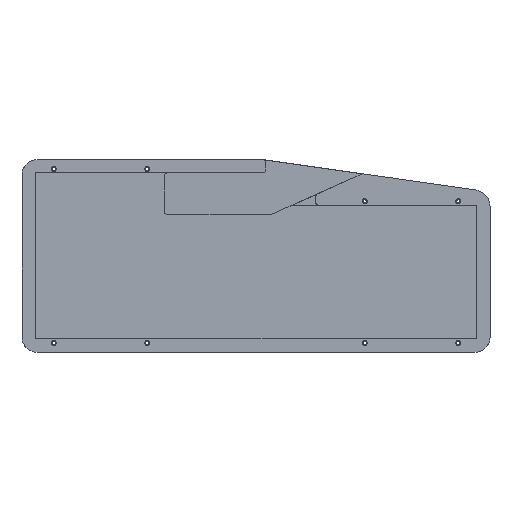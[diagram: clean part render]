
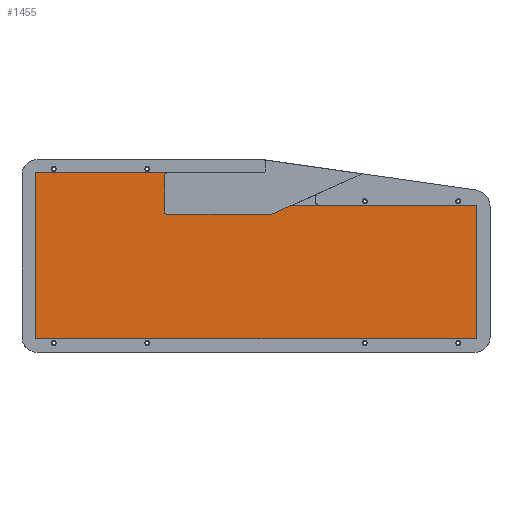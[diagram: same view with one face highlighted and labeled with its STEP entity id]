
A CAD part, top view. The second image highlights one B-rep face of the part: STEP entity #1455.
In plain terms, the highlighted planar face has unit normal (0, 0, 1).
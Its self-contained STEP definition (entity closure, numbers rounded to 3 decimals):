
#118=PLANE('',#1639);
#207=FACE_OUTER_BOUND('',#337,.T.);
#337=EDGE_LOOP('',(#1303,#1304,#1305,#1306,#1307,#1308,#1309,#1310,#1311,
#1312,#1313,#1314,#1315));
#371=LINE('',#2259,#469);
#380=LINE('',#2282,#478);
#404=LINE('',#2434,#502);
#412=LINE('',#2487,#510);
#416=LINE('',#2498,#514);
#419=LINE('',#2502,#517);
#427=LINE('',#2523,#525);
#429=LINE('',#2526,#527);
#437=LINE('',#2633,#535);
#469=VECTOR('',#1801,10.);
#478=VECTOR('',#1824,10.);
#502=VECTOR('',#1930,10.);
#510=VECTOR('',#1994,10.);
#514=VECTOR('',#2006,10.);
#517=VECTOR('',#2011,10.);
#525=VECTOR('',#2033,10.);
#527=VECTOR('',#2037,10.);
#535=VECTOR('',#2099,10.);
#579=CIRCLE('',#1529,4.);
#582=CIRCLE('',#1537,1.);
#605=CIRCLE('',#1598,1.);
#607=CIRCLE('',#1602,1.);
#672=VERTEX_POINT('',#2256);
#673=VERTEX_POINT('',#2258);
#678=VERTEX_POINT('',#2273);
#679=VERTEX_POINT('',#2275);
#685=VERTEX_POINT('',#2299);
#686=VERTEX_POINT('',#2300);
#707=VERTEX_POINT('',#2433);
#722=VERTEX_POINT('',#2480);
#723=VERTEX_POINT('',#2482);
#724=VERTEX_POINT('',#2486);
#727=VERTEX_POINT('',#2494);
#732=VERTEX_POINT('',#2520);
#733=VERTEX_POINT('',#2522);
#816=EDGE_CURVE('',#672,#673,#371,.T.);
#824=EDGE_CURVE('',#678,#679,#579,.T.);
#828=EDGE_CURVE('',#679,#672,#380,.T.);
#837=EDGE_CURVE('',#685,#686,#582,.T.);
#873=EDGE_CURVE('',#673,#707,#404,.T.);
#893=EDGE_CURVE('',#722,#723,#605,.T.);
#895=EDGE_CURVE('',#723,#724,#412,.T.);
#899=EDGE_CURVE('',#724,#727,#607,.T.);
#901=EDGE_CURVE('',#727,#678,#416,.T.);
#904=EDGE_CURVE('',#722,#686,#419,.T.);
#914=EDGE_CURVE('',#732,#733,#427,.T.);
#916=EDGE_CURVE('',#733,#685,#429,.T.);
#938=EDGE_CURVE('',#707,#732,#437,.T.);
#1303=ORIENTED_EDGE('',*,*,#904,.T.);
#1304=ORIENTED_EDGE('',*,*,#837,.F.);
#1305=ORIENTED_EDGE('',*,*,#916,.F.);
#1306=ORIENTED_EDGE('',*,*,#914,.F.);
#1307=ORIENTED_EDGE('',*,*,#938,.F.);
#1308=ORIENTED_EDGE('',*,*,#873,.F.);
#1309=ORIENTED_EDGE('',*,*,#816,.F.);
#1310=ORIENTED_EDGE('',*,*,#828,.F.);
#1311=ORIENTED_EDGE('',*,*,#824,.F.);
#1312=ORIENTED_EDGE('',*,*,#901,.F.);
#1313=ORIENTED_EDGE('',*,*,#899,.F.);
#1314=ORIENTED_EDGE('',*,*,#895,.F.);
#1315=ORIENTED_EDGE('',*,*,#893,.F.);
#1455=ADVANCED_FACE('',(#207),#118,.F.);
#1529=AXIS2_PLACEMENT_3D('',#2276,#1817,#1818);
#1537=AXIS2_PLACEMENT_3D('',#2301,#1843,#1844);
#1598=AXIS2_PLACEMENT_3D('',#2483,#1989,#1990);
#1602=AXIS2_PLACEMENT_3D('',#2495,#2001,#2002);
#1639=AXIS2_PLACEMENT_3D('',#2632,#2097,#2098);
#1801=DIRECTION('',(1.,0.,0.));
#1817=DIRECTION('center_axis',(0.,0.,1.));
#1818=DIRECTION('ref_axis',(0.208,-0.978,0.));
#1824=DIRECTION('',(0.913,0.408,0.));
#1843=DIRECTION('center_axis',(0.,0.,-1.));
#1844=DIRECTION('ref_axis',(0.707,-0.707,0.));
#1930=DIRECTION('',(0.,-1.,0.));
#1989=DIRECTION('center_axis',(0.,0.,1.));
#1990=DIRECTION('ref_axis',(-0.707,0.707,0.));
#1994=DIRECTION('',(0.,-1.,0.));
#2001=DIRECTION('center_axis',(0.,0.,1.));
#2002=DIRECTION('ref_axis',(-0.707,-0.707,0.));
#2006=DIRECTION('',(1.,0.,0.));
#2011=DIRECTION('',(1.,0.,0.));
#2033=DIRECTION('',(0.,1.,0.));
#2037=DIRECTION('',(1.,0.,0.));
#2097=DIRECTION('center_axis',(0.,0.,-1.));
#2098=DIRECTION('ref_axis',(-1.,0.,0.));
#2099=DIRECTION('',(-1.,0.,0.));
#2256=CARTESIAN_POINT('',(477.225,-104.121,36.918));
#2258=CARTESIAN_POINT('',(586.3,-104.121,36.918));
#2259=CARTESIAN_POINT('',(586.3,-104.121,36.918));
#2273=CARTESIAN_POINT('',(465.163,-109.128,36.918));
#2275=CARTESIAN_POINT('',(466.794,-108.78,36.918));
#2276=CARTESIAN_POINT('Origin',(465.163,-105.128,36.918));
#2282=CARTESIAN_POINT('',(484.527,-100.859,36.918));
#2299=CARTESIAN_POINT('',(461.02,-84.88,36.918));
#2300=CARTESIAN_POINT('',(461.,-84.881,36.918));
#2301=CARTESIAN_POINT('Origin',(461.,-83.881,36.918));
#2433=CARTESIAN_POINT('',(586.3,-182.484,36.918));
#2434=CARTESIAN_POINT('',(586.3,-158.121,36.918));
#2480=CARTESIAN_POINT('',(403.987,-84.881,36.918));
#2482=CARTESIAN_POINT('',(402.987,-85.881,36.918));
#2483=CARTESIAN_POINT('Origin',(403.987,-85.881,36.918));
#2486=CARTESIAN_POINT('',(402.987,-108.128,36.918));
#2487=CARTESIAN_POINT('',(402.987,-121.405,36.918));
#2494=CARTESIAN_POINT('',(403.987,-109.128,36.918));
#2495=CARTESIAN_POINT('Origin',(403.987,-108.128,36.918));
#2498=CARTESIAN_POINT('',(461.298,-109.128,36.918));
#2502=CARTESIAN_POINT('',(429.784,-84.881,36.918));
#2520=CARTESIAN_POINT('',(326.861,-182.484,36.918));
#2522=CARTESIAN_POINT('',(326.861,-84.88,36.918));
#2523=CARTESIAN_POINT('',(326.861,-118.121,36.918));
#2526=CARTESIAN_POINT('',(410.,-84.88,36.918));
#2632=CARTESIAN_POINT('Origin',(456.58,-133.682,36.918));
#2633=CARTESIAN_POINT('',(326.861,-182.484,36.918));
